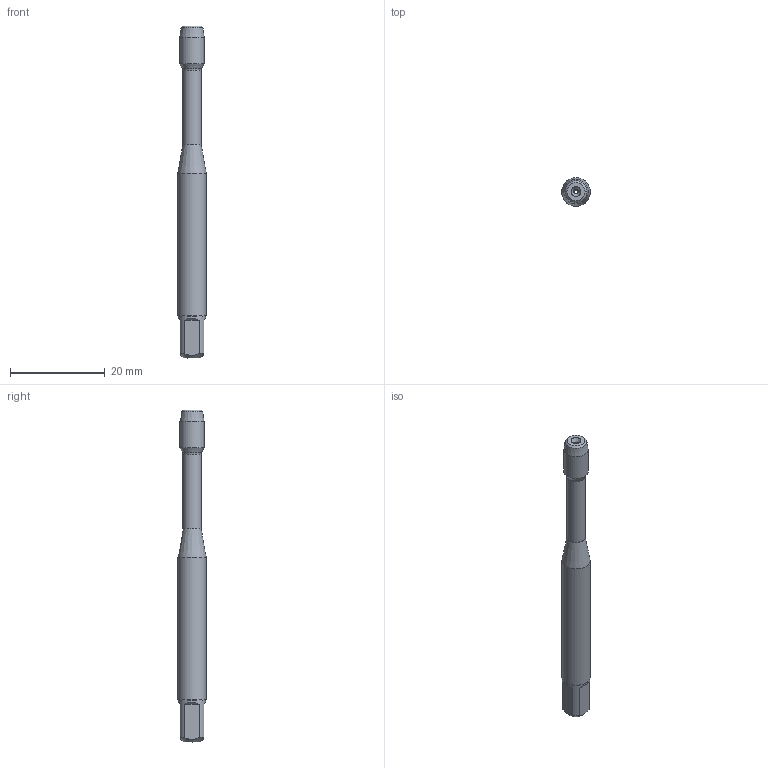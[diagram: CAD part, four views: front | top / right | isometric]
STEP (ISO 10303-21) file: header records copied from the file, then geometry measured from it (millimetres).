
FILE_DESCRIPTION(/* description */ (''),/* implementation_level */ '2;1');
FILE_NAME(/* name */ 'd602_20220506_223142_tb_1.stp',/* time_stamp */ '2022-05-06T22:32:51+02:00',/* author */ (''),/* organization */ ('SMS'),/* preprocessor_version */ 'ST-DEVELOPER v16.7',/* originating_system */ 'SIEMENS PLM Software NX 12.0',/* authorisation */ '');
FILE_SCHEMA (('AUTOMOTIVE_DESIGN { 1 0 10303 214 3 1 1 1 }'));
Length unit declared in the file: millimetre
Products named in the file (1): D602_20220506_223142_TB_1
Bounding box: 6 x 6 x 70 mm (x, y, z)
Volume: 1475.3 mm3; surface area: 1389.1 mm2
Topology: 1 solids, 1 shells, 31 faces, 137 edges, 177 vertices
Faces by surface type: plane 11, cone 10, cylinder 8, torus 2
Full cylindrical faces by diameter (mm): 0.9 x1, 1 x2, 2 x1, 3.863 x1, 5.129 x1, 5.76 x1, 6 x1
Entity records: 1365 total; most frequent: CARTESIAN_POINT 204, DIRECTION 198, ORIENTED_EDGE 92, LINE 74, VECTOR 74, STYLED_ITEM 69, PRESENTATION_STYLE_ASSIGNMENT 69, CURVE_STYLE 62
